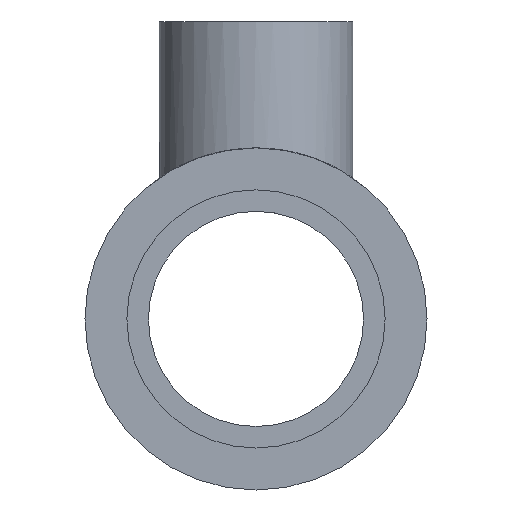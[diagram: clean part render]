
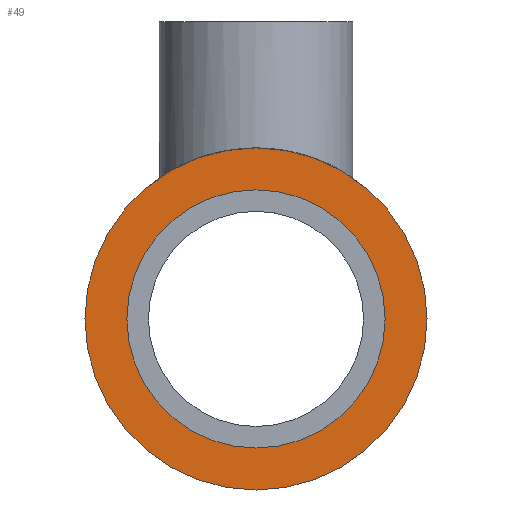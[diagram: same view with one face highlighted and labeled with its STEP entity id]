
A CAD part, left-side view. The second image highlights one B-rep face of the part: STEP entity #49.
In plain terms, the highlighted planar face has unit normal (-1, 0, 0).
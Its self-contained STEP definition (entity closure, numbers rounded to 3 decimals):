
#49 = ADVANCED_FACE( '', ( #105, #106 ), #107, .F. );
#105 = FACE_BOUND( '', #166, .T. );
#106 = FACE_OUTER_BOUND( '', #167, .T. );
#107 = PLANE( '', #168 );
#166 = EDGE_LOOP( '', ( #233 ) );
#167 = EDGE_LOOP( '', ( #234 ) );
#168 = AXIS2_PLACEMENT_3D( '', #235, #236, #237 );
#233 = ORIENTED_EDGE( '', *, *, #293, .T. );
#234 = ORIENTED_EDGE( '', *, *, #277, .F. );
#235 = CARTESIAN_POINT( '', ( -69., 0., 0. ) );
#236 = DIRECTION( '', ( 1., 0., 0. ) );
#237 = DIRECTION( '', ( 0., 0., -1. ) );
#277 = EDGE_CURVE( '', #305, #305, #306, .T. );
#293 = EDGE_CURVE( '', #331, #331, #332, .T. );
#305 = VERTEX_POINT( '', #346 );
#306 = CIRCLE( '', #347, 26.5 );
#331 = VERTEX_POINT( '', #471 );
#332 = CIRCLE( '', #472, 20. );
#346 = CARTESIAN_POINT( '', ( -69., 26.5, 0. ) );
#347 = AXIS2_PLACEMENT_3D( '', #570, #571, #572 );
#471 = CARTESIAN_POINT( '', ( -69., 0., -20. ) );
#472 = AXIS2_PLACEMENT_3D( '', #597, #598, #599 );
#570 = CARTESIAN_POINT( '', ( -69., 0., 0. ) );
#571 = DIRECTION( '', ( 1., 0., 0. ) );
#572 = DIRECTION( '', ( 0., 1., 0. ) );
#597 = CARTESIAN_POINT( '', ( -69., 0., 0. ) );
#598 = DIRECTION( '', ( 1., 0., 0. ) );
#599 = DIRECTION( '', ( 0., 0., -1. ) );
